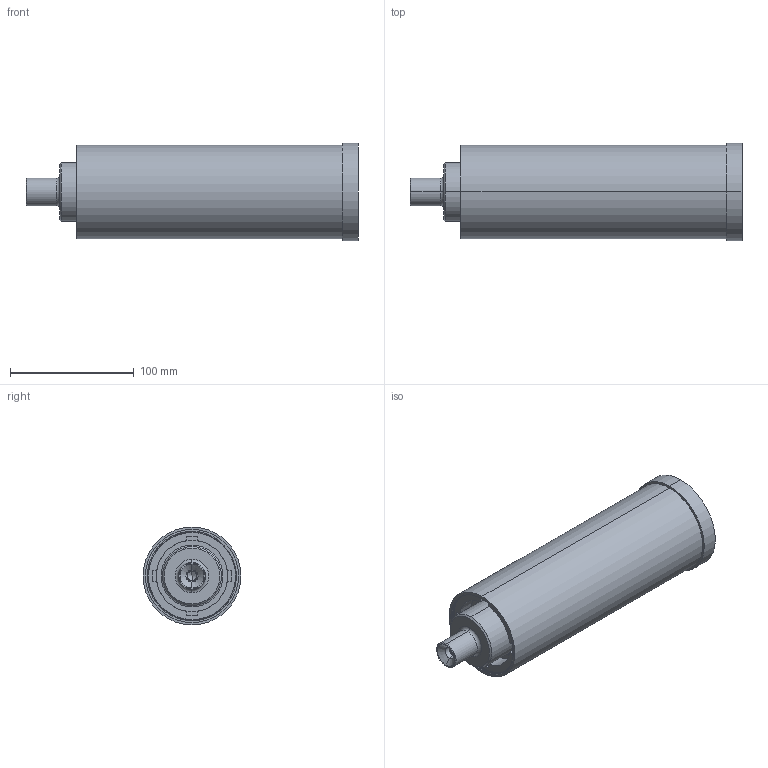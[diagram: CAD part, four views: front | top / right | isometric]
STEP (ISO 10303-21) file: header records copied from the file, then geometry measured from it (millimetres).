
FILE_DESCRIPTION (( 'STEP AP214' ), '1' );
FILE_NAME ('Cesaroni-Pro75-1G.STEP', '2021-04-17T21:13:45', ( '' ), ( '' ), 'SwSTEP 2.0', 'SolidWorks 2020', '' );
FILE_SCHEMA (( 'AUTOMOTIVE_DESIGN' ));
Length unit declared in the file: inch
Products named in the file (6): rear-retaining-ring; one-grain-case; forward-retaining-ring; Cesaroni-Pro75-1G; forward-closure; nozzle-holder
Assembly tree (5 placements, depth 2):
  Cesaroni-Pro75-1G
    one-grain-case
    forward-closure
    forward-retaining-ring
    nozzle-holder
    rear-retaining-ring
Bounding box: 268.83 x 79.32 x 79.32 mm (x, y, z)
Volume: 273284.4 mm3; surface area: 165007.4 mm2
Topology: 5 solids, 5 shells, 233 faces, 609 edges, 397 vertices
Faces by surface type: cylinder 149, plane 54, bspline 16, cone 8, torus 6
Entity records: 15750 total; most frequent: CARTESIAN_POINT 10386, ORIENTED_EDGE 1214, DIRECTION 939, EDGE_CURVE 607, VERTEX_POINT 397, AXIS2_PLACEMENT_3D 362, EDGE_LOOP 254, ADVANCED_FACE 233
